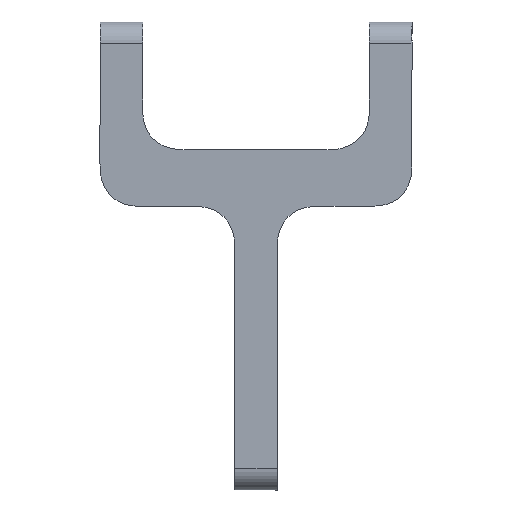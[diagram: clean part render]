
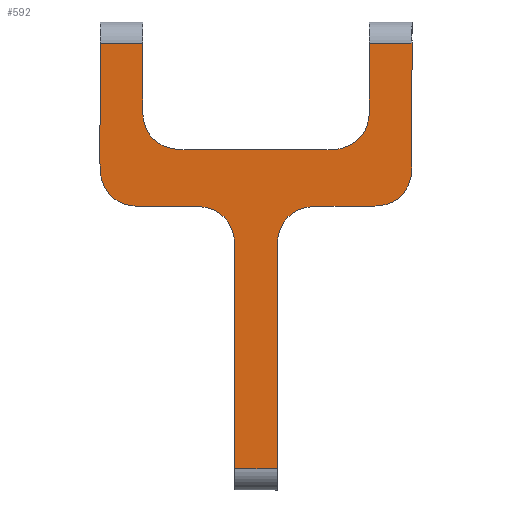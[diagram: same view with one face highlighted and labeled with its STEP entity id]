
A CAD part, front view. The second image highlights one B-rep face of the part: STEP entity #592.
In plain terms, the highlighted free-form (B-spline) face has degree [1, 1] with [2, 2] control points.
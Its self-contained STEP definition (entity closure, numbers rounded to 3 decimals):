
#59=LINE('',#861,#105);
#65=LINE('',#912,#111);
#67=LINE('',#928,#113);
#68=LINE('',#933,#114);
#70=LINE('',#940,#116);
#77=LINE('',#1024,#123);
#78=LINE('',#1039,#124);
#80=LINE('',#1048,#126);
#84=LINE('',#1096,#130);
#92=LINE('',#1169,#138);
#95=LINE('',#1182,#141);
#96=LINE('',#1187,#142);
#105=VECTOR('',#648,1000.);
#111=VECTOR('',#666,1000.);
#113=VECTOR('',#674,1000.);
#114=VECTOR('',#675,1000.);
#116=VECTOR('',#679,1000.);
#123=VECTOR('',#686,1000.);
#124=VECTOR('',#693,1000.);
#126=VECTOR('',#697,1000.);
#130=VECTOR('',#705,1000.);
#138=VECTOR('',#727,1000.);
#141=VECTOR('',#736,1000.);
#142=VECTOR('',#737,1000.);
#258=ORIENTED_EDGE('',*,*,#355,.T.);
#259=ORIENTED_EDGE('',*,*,#348,.T.);
#260=ORIENTED_EDGE('',*,*,#318,.T.);
#261=ORIENTED_EDGE('',*,*,#345,.F.);
#262=ORIENTED_EDGE('',*,*,#344,.T.);
#263=ORIENTED_EDGE('',*,*,#339,.F.);
#264=ORIENTED_EDGE('',*,*,#316,.T.);
#265=ORIENTED_EDGE('',*,*,#327,.F.);
#266=ORIENTED_EDGE('',*,*,#322,.T.);
#267=ORIENTED_EDGE('',*,*,#396,.F.);
#268=ORIENTED_EDGE('',*,*,#389,.F.);
#269=ORIENTED_EDGE('',*,*,#395,.T.);
#270=ORIENTED_EDGE('',*,*,#351,.T.);
#271=ORIENTED_EDGE('',*,*,#374,.F.);
#272=ORIENTED_EDGE('',*,*,#372,.T.);
#273=ORIENTED_EDGE('',*,*,#366,.T.);
#274=ORIENTED_EDGE('',*,*,#363,.F.);
#275=ORIENTED_EDGE('',*,*,#359,.T.);
#316=EDGE_CURVE('',#402,#401,#457,.T.);
#318=EDGE_CURVE('',#403,#404,#458,.F.);
#322=EDGE_CURVE('',#407,#408,#460,.F.);
#327=EDGE_CURVE('',#407,#401,#59,.T.);
#339=EDGE_CURVE('',#402,#420,#65,.T.);
#344=EDGE_CURVE('',#421,#420,#67,.T.);
#345=EDGE_CURVE('',#421,#404,#68,.T.);
#348=EDGE_CURVE('',#423,#403,#70,.T.);
#351=EDGE_CURVE('',#425,#426,#462,.T.);
#355=EDGE_CURVE('',#429,#423,#464,.F.);
#359=EDGE_CURVE('',#432,#429,#77,.T.);
#363=EDGE_CURVE('',#432,#435,#78,.T.);
#366=EDGE_CURVE('',#437,#435,#80,.T.);
#372=EDGE_CURVE('',#442,#437,#467,.T.);
#374=EDGE_CURVE('',#442,#426,#84,.T.);
#389=EDGE_CURVE('',#451,#453,#92,.T.);
#395=EDGE_CURVE('',#451,#425,#95,.T.);
#396=EDGE_CURVE('',#453,#408,#96,.T.);
#401=VERTEX_POINT('',#769);
#402=VERTEX_POINT('',#778);
#403=VERTEX_POINT('',#804);
#404=VERTEX_POINT('',#805);
#407=VERTEX_POINT('',#842);
#408=VERTEX_POINT('',#843);
#420=VERTEX_POINT('',#913);
#421=VERTEX_POINT('',#925);
#423=VERTEX_POINT('',#941);
#425=VERTEX_POINT('',#969);
#426=VERTEX_POINT('',#970);
#429=VERTEX_POINT('',#1007);
#432=VERTEX_POINT('',#1025);
#435=VERTEX_POINT('',#1040);
#437=VERTEX_POINT('',#1049);
#442=VERTEX_POINT('',#1090);
#451=VERTEX_POINT('',#1167);
#453=VERTEX_POINT('',#1170);
#457=B_SPLINE_CURVE_WITH_KNOTS('',5,(#770,#771,#772,#773,#774,#775,#776,
#777),.UNSPECIFIED.,.F.,.F.,(6,2,6),(0.,0.5,1.),.UNSPECIFIED.);
#458=B_SPLINE_CURVE_WITH_KNOTS('',5,(#796,#797,#798,#799,#800,#801,#802,
#803),.UNSPECIFIED.,.F.,.F.,(6,2,6),(0.,0.5,1.),.UNSPECIFIED.);
#460=B_SPLINE_CURVE_WITH_KNOTS('',5,(#834,#835,#836,#837,#838,#839,#840,
#841),.UNSPECIFIED.,.F.,.F.,(6,2,6),(0.,0.5,1.),.UNSPECIFIED.);
#462=B_SPLINE_CURVE_WITH_KNOTS('',5,(#961,#962,#963,#964,#965,#966,#967,
#968),.UNSPECIFIED.,.F.,.F.,(6,2,6),(0.,0.5,1.),.UNSPECIFIED.);
#464=B_SPLINE_CURVE_WITH_KNOTS('',5,(#999,#1000,#1001,#1002,#1003,#1004,
#1005,#1006),.UNSPECIFIED.,.F.,.F.,(6,2,6),(0.,0.5,1.),.UNSPECIFIED.);
#467=B_SPLINE_CURVE_WITH_KNOTS('',5,(#1082,#1083,#1084,#1085,#1086,#1087,
#1088,#1089),.UNSPECIFIED.,.F.,.F.,(6,2,6),(0.,0.5,1.),.UNSPECIFIED.);
#501=EDGE_LOOP('',(#258,#259,#260,#261,#262,#263,#264,#265,#266,#267,#268,
#269,#270,#271,#272,#273,#274,#275));
#541=FACE_BOUND('',#501,.T.);
#565=B_SPLINE_SURFACE_WITH_KNOTS('',1,1,((#1190,#1191),(#1192,#1193)),
 .PLANE_SURF.,.F.,.F.,.F.,(2,2),(2,2),(0.,1.),(0.,1.),.UNSPECIFIED.);
#592=ADVANCED_FACE('',(#541),#565,.T.);
#648=DIRECTION('',(-1.,0.,0.));
#666=DIRECTION('',(0.,0.,1.));
#674=DIRECTION('',(-1.,0.,0.));
#675=DIRECTION('',(0.,0.,-1.));
#679=DIRECTION('',(-1.,0.,0.));
#686=DIRECTION('',(0.,0.,-1.));
#693=DIRECTION('',(1.,0.,0.));
#697=DIRECTION('',(0.,0.,1.));
#705=DIRECTION('',(-1.,0.,0.));
#727=DIRECTION('',(-1.,0.,0.));
#736=DIRECTION('',(0.,0.,1.));
#737=DIRECTION('',(0.,0.,1.));
#769=CARTESIAN_POINT('',(-20.,0.,-0.279));
#770=CARTESIAN_POINT('',(-27.5,0.,7.221));
#771=CARTESIAN_POINT('',(-27.5,0.,6.096));
#772=CARTESIAN_POINT('',(-27.5,0.,4.971));
#773=CARTESIAN_POINT('',(-26.75,0.,2.221));
#774=CARTESIAN_POINT('',(-25.,0.,0.471));
#775=CARTESIAN_POINT('',(-22.25,0.,-0.279));
#776=CARTESIAN_POINT('',(-21.125,0.,-0.279));
#777=CARTESIAN_POINT('',(-20.,0.,-0.279));
#778=CARTESIAN_POINT('',(-27.5,0.,7.221));
#796=CARTESIAN_POINT('',(-20.,0.,17.221));
#797=CARTESIAN_POINT('',(-20.,0.,16.096));
#798=CARTESIAN_POINT('',(-20.,0.,14.971));
#799=CARTESIAN_POINT('',(-19.25,0.,12.221));
#800=CARTESIAN_POINT('',(-17.5,0.,10.471));
#801=CARTESIAN_POINT('',(-14.75,0.,9.721));
#802=CARTESIAN_POINT('',(-13.625,0.,9.721));
#803=CARTESIAN_POINT('',(-12.5,0.,9.721));
#804=CARTESIAN_POINT('',(-12.5,0.,9.721));
#805=CARTESIAN_POINT('',(-20.,0.,17.221));
#834=CARTESIAN_POINT('',(-3.75,0.,-7.779));
#835=CARTESIAN_POINT('',(-3.75,0.,-6.654));
#836=CARTESIAN_POINT('',(-3.75,0.,-5.529));
#837=CARTESIAN_POINT('',(-4.5,0.,-2.779));
#838=CARTESIAN_POINT('',(-6.25,0.,-1.029));
#839=CARTESIAN_POINT('',(-9.,0.,-0.279));
#840=CARTESIAN_POINT('',(-10.125,0.,-0.279));
#841=CARTESIAN_POINT('',(-11.25,0.,-0.279));
#842=CARTESIAN_POINT('',(-11.25,0.,-0.279));
#843=CARTESIAN_POINT('',(-3.75,0.,-7.779));
#861=CARTESIAN_POINT('',(-19.998,0.,-0.279));
#912=CARTESIAN_POINT('',(-27.5,0.,26.596));
#913=CARTESIAN_POINT('',(-27.5,0.,28.471));
#925=CARTESIAN_POINT('',(-20.,0.,28.471));
#928=CARTESIAN_POINT('',(-19.998,0.,28.471));
#933=CARTESIAN_POINT('',(-20.,0.,26.596));
#940=CARTESIAN_POINT('',(0.002,0.,9.721));
#941=CARTESIAN_POINT('',(12.5,0.,9.721));
#961=CARTESIAN_POINT('',(3.75,0.,-7.779));
#962=CARTESIAN_POINT('',(3.75,0.,-6.654));
#963=CARTESIAN_POINT('',(3.75,0.,-5.529));
#964=CARTESIAN_POINT('',(4.5,0.,-2.779));
#965=CARTESIAN_POINT('',(6.25,0.,-1.029));
#966=CARTESIAN_POINT('',(9.,0.,-0.279));
#967=CARTESIAN_POINT('',(10.125,0.,-0.279));
#968=CARTESIAN_POINT('',(11.25,0.,-0.279));
#969=CARTESIAN_POINT('',(3.75,0.,-7.779));
#970=CARTESIAN_POINT('',(11.25,0.,-0.279));
#999=CARTESIAN_POINT('',(12.5,0.,9.721));
#1000=CARTESIAN_POINT('',(13.625,0.,9.721));
#1001=CARTESIAN_POINT('',(14.75,0.,9.721));
#1002=CARTESIAN_POINT('',(17.5,0.,10.471));
#1003=CARTESIAN_POINT('',(19.25,0.,12.221));
#1004=CARTESIAN_POINT('',(20.,0.,14.971));
#1005=CARTESIAN_POINT('',(20.,0.,16.096));
#1006=CARTESIAN_POINT('',(20.,0.,17.221));
#1007=CARTESIAN_POINT('',(20.,0.,17.221));
#1024=CARTESIAN_POINT('',(20.,0.,26.596));
#1025=CARTESIAN_POINT('',(20.,0.,28.471));
#1039=CARTESIAN_POINT('',(19.998,0.,28.471));
#1040=CARTESIAN_POINT('',(27.5,0.,28.471));
#1048=CARTESIAN_POINT('',(27.5,0.,26.596));
#1049=CARTESIAN_POINT('',(27.5,0.,7.221));
#1082=CARTESIAN_POINT('',(20.,0.,-0.279));
#1083=CARTESIAN_POINT('',(21.125,0.,-0.279));
#1084=CARTESIAN_POINT('',(22.25,0.,-0.279));
#1085=CARTESIAN_POINT('',(25.,0.,0.471));
#1086=CARTESIAN_POINT('',(26.75,0.,2.221));
#1087=CARTESIAN_POINT('',(27.5,0.,4.971));
#1088=CARTESIAN_POINT('',(27.5,0.,6.096));
#1089=CARTESIAN_POINT('',(27.5,0.,7.221));
#1090=CARTESIAN_POINT('',(20.,0.,-0.279));
#1096=CARTESIAN_POINT('',(-19.998,0.,-0.279));
#1167=CARTESIAN_POINT('',(3.75,0.,-46.529));
#1169=CARTESIAN_POINT('',(-19.998,0.,-46.529));
#1170=CARTESIAN_POINT('',(-3.75,0.,-46.529));
#1182=CARTESIAN_POINT('',(3.75,0.,-46.529));
#1187=CARTESIAN_POINT('',(-3.75,0.,-46.529));
#1190=CARTESIAN_POINT('',(30.25,0.,32.221));
#1191=CARTESIAN_POINT('',(30.25,0.,-50.279));
#1192=CARTESIAN_POINT('',(-30.25,0.,32.221));
#1193=CARTESIAN_POINT('',(-30.25,0.,-50.279));
